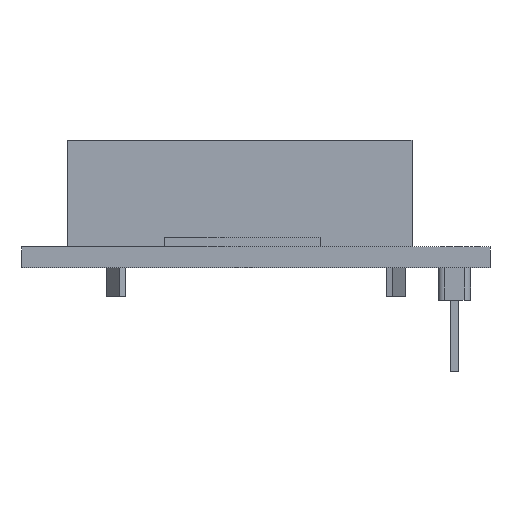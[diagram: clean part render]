
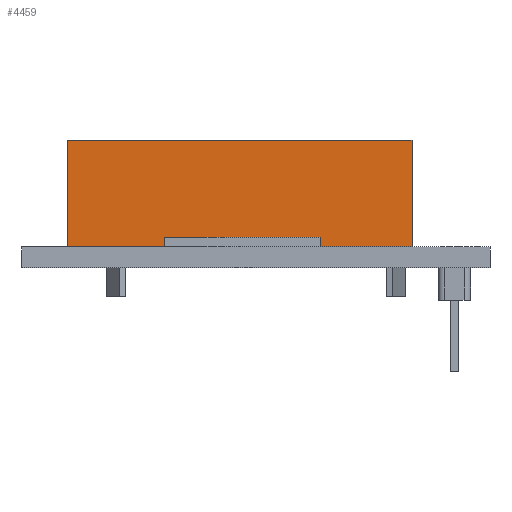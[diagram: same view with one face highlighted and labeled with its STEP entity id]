
A CAD part, left-side view. The second image highlights one B-rep face of the part: STEP entity #4459.
In plain terms, the highlighted planar face has unit normal (-1, 0, 0).
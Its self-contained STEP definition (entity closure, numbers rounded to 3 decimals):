
#184=LINE('',#6942,#670);
#188=LINE('',#6949,#674);
#189=LINE('',#6952,#675);
#190=LINE('',#6954,#676);
#191=LINE('',#6956,#677);
#192=LINE('',#6957,#678);
#193=LINE('',#6959,#679);
#194=LINE('',#6960,#680);
#670=VECTOR('',#5529,7.5);
#674=VECTOR('',#5533,7.);
#675=VECTOR('',#5536,0.75);
#676=VECTOR('',#5537,8.2);
#677=VECTOR('',#5538,26.5);
#678=VECTOR('',#5539,8.2);
#679=VECTOR('',#5540,0.75);
#680=VECTOR('',#5541,12.);
#992=PLANE('',#4835);
#1419=FACE_OUTER_BOUND('',#1692,.T.);
#1692=EDGE_LOOP('',(#3436,#3437,#3438,#3439,#3440,#3441,#3442,#3443));
#2365=VERTEX_POINT('',#6927);
#2371=VERTEX_POINT('',#6939);
#2372=VERTEX_POINT('',#6941);
#2375=VERTEX_POINT('',#6947);
#2376=VERTEX_POINT('',#6951);
#2377=VERTEX_POINT('',#6953);
#2378=VERTEX_POINT('',#6955);
#2379=VERTEX_POINT('',#6958);
#2793=EDGE_CURVE('',#2372,#2371,#184,.T.);
#2797=EDGE_CURVE('',#2365,#2375,#188,.T.);
#2798=EDGE_CURVE('',#2376,#2365,#189,.T.);
#2799=EDGE_CURVE('',#2377,#2375,#190,.T.);
#2800=EDGE_CURVE('',#2378,#2377,#191,.T.);
#2801=EDGE_CURVE('',#2378,#2372,#192,.T.);
#2802=EDGE_CURVE('',#2379,#2371,#193,.T.);
#2803=EDGE_CURVE('',#2376,#2379,#194,.T.);
#3436=ORIENTED_EDGE('',*,*,#2798,.T.);
#3437=ORIENTED_EDGE('',*,*,#2797,.T.);
#3438=ORIENTED_EDGE('',*,*,#2799,.F.);
#3439=ORIENTED_EDGE('',*,*,#2800,.F.);
#3440=ORIENTED_EDGE('',*,*,#2801,.T.);
#3441=ORIENTED_EDGE('',*,*,#2793,.T.);
#3442=ORIENTED_EDGE('',*,*,#2802,.F.);
#3443=ORIENTED_EDGE('',*,*,#2803,.F.);
#4459=ADVANCED_FACE('',(#1419),#992,.F.);
#4835=AXIS2_PLACEMENT_3D('',#6950,#5534,#5535);
#5529=DIRECTION('',(0.,-1.,0.));
#5533=DIRECTION('',(0.,-1.,0.));
#5534=DIRECTION('center_axis',(1.,0.,0.));
#5535=DIRECTION('ref_axis',(0.,0.,-1.));
#5536=DIRECTION('',(0.,0.,-1.));
#5537=DIRECTION('',(0.,0.,-1.));
#5538=DIRECTION('',(0.,-1.,0.));
#5539=DIRECTION('',(0.,0.,-1.));
#5540=DIRECTION('',(0.,0.,-1.));
#5541=DIRECTION('',(0.,1.,0.));
#6927=CARTESIAN_POINT('',(-35.25,-5.,1.6));
#6939=CARTESIAN_POINT('',(-35.25,7.,1.6));
#6941=CARTESIAN_POINT('',(-35.25,14.5,1.6));
#6942=CARTESIAN_POINT('',(-35.25,14.5,1.6));
#6947=CARTESIAN_POINT('',(-35.25,-12.,1.6));
#6949=CARTESIAN_POINT('',(-35.25,14.5,1.6));
#6950=CARTESIAN_POINT('Origin',(-35.25,14.5,9.8));
#6951=CARTESIAN_POINT('',(-35.25,-5.,2.35));
#6952=CARTESIAN_POINT('',(-35.25,-5.,2.35));
#6953=CARTESIAN_POINT('',(-35.25,-12.,9.8));
#6954=CARTESIAN_POINT('',(-35.25,-12.,9.8));
#6955=CARTESIAN_POINT('',(-35.25,14.5,9.8));
#6956=CARTESIAN_POINT('',(-35.25,14.5,9.8));
#6957=CARTESIAN_POINT('',(-35.25,14.5,9.8));
#6958=CARTESIAN_POINT('',(-35.25,7.,2.35));
#6959=CARTESIAN_POINT('',(-35.25,7.,2.35));
#6960=CARTESIAN_POINT('',(-35.25,7.,2.35));
